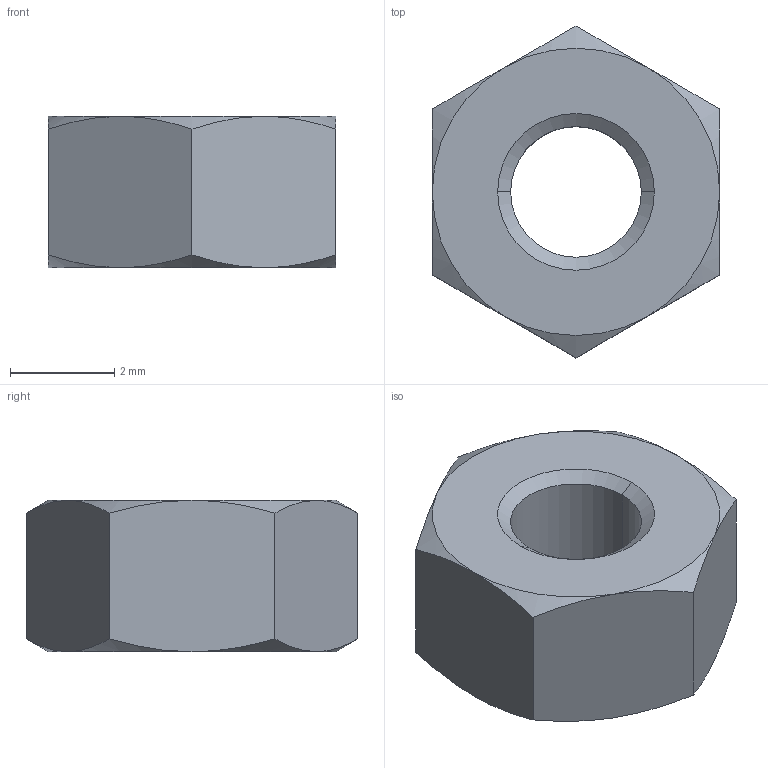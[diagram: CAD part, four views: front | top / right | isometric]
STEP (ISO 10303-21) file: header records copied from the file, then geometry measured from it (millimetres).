
FILE_DESCRIPTION (( 'STEP AP203' ), '1' );
FILE_NAME ('hex nut style 2_am_B18.2.4.2M - Hex nut- Style 2- M3 x 0.5 --D-N_sldprt.STEP', '2020-11-07T09:17:49', ( '' ), ( '' ), 'SwSTEP 2.0', 'SolidWorks 2018', '' );
FILE_SCHEMA (( 'CONFIG_CONTROL_DESIGN' ));
Length unit declared in the file: millimetre
Products named in the file (1): hex nut style 2_am_B18.2.4.2M - Hex nut- Style 2-  M3 x 0.5 --D-N_sldprt
Bounding box: 5.5 x 6.35 x 2.9 mm (x, y, z)
Volume: 61 mm3; surface area: 116.4 mm2
Topology: 1 solids, 1 shells, 28 faces, 60 edges, 34 vertices
Faces by surface type: cone 16, plane 8, cylinder 4
Entity records: 879 total; most frequent: CARTESIAN_POINT 227, ORIENTED_EDGE 120, DIRECTION 116, EDGE_CURVE 60, AXIS2_PLACEMENT_3D 51, VERTEX_POINT 34, EDGE_LOOP 30, FACE_OUTER_BOUND 28
